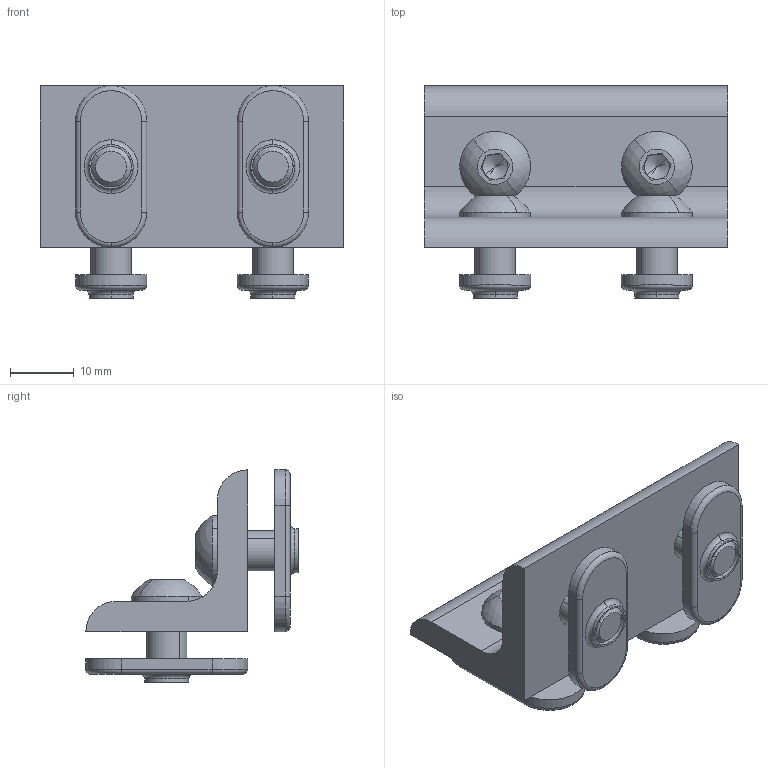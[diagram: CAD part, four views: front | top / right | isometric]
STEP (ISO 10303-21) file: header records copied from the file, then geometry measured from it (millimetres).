
FILE_DESCRIPTION (( 'STEP AP203' ), '1' );
FILE_NAME ('653050.SLDASM.step', '2003-10-13T11:21:25', ( 'Jerry Winters' ), ( 'GoEngineer' ), 'SwSTEP 2.0', 'SolidWorks 2003174', '' );
FILE_SCHEMA (( 'CONFIG_CONTROL_DESIGN' ));
Length unit declared in the file: inch
Products named in the file (6): 653050.SLDASM; 651171; 651163; 651021; Socket Button Head Cap Screw_AI_SBHCSCREW 0.25-20x0.5-HX-C; Inside Corner Brackets (STD)_653050
Assembly tree (8 placements, depth 4):
  653050.SLDASM
    651171  x4
      651163
      651021
        Socket Button Head Cap Screw_AI_SBHCSCREW 0.25-20x0.5-HX-C
    Inside Corner Brackets (STD)_653050
Bounding box: 47.62 x 33.34 x 33.34 mm (x, y, z)
Volume: 14146 mm3; surface area: 9910.8 mm2
Topology: 9 solids, 9 shells, 193 faces, 445 edges, 270 vertices
Faces by surface type: plane 86, cylinder 63, torus 20, cone 16, sphere 8
Entity records: 2618 total; most frequent: DIRECTION 362, CARTESIAN_POINT 360, ORIENTED_EDGE 304, EDGE_CURVE 152, AXIS2_PLACEMENT_3D 144, VERTEX_POINT 96, LINE 74, VECTOR 74
